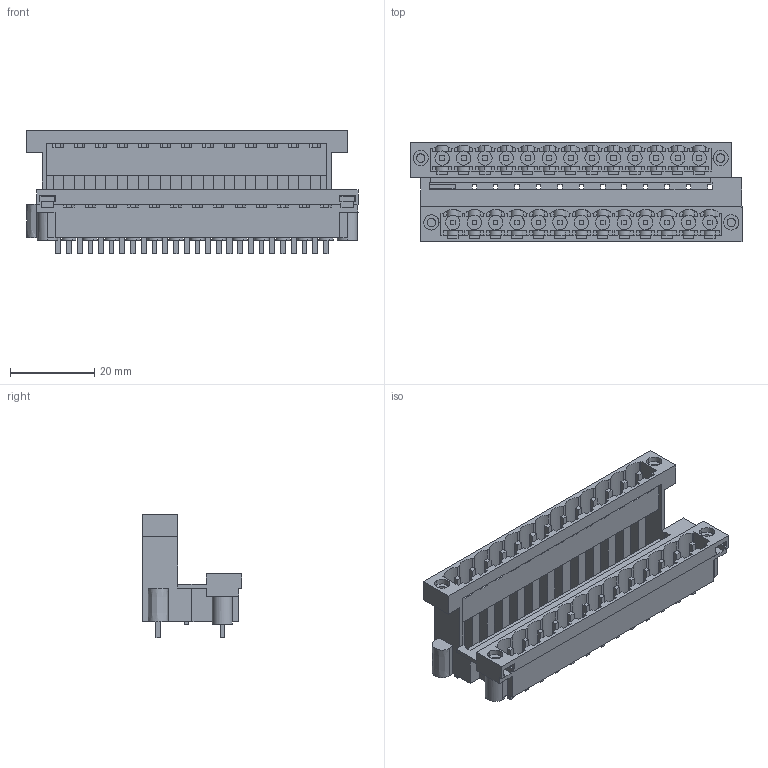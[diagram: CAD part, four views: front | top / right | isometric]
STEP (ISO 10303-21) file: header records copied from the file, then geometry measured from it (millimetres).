
FILE_DESCRIPTION(('CATIA V5 STEP Exchange','CAx-IF Rec.Pracs.--- Model Styling and Organization---1.2---2011-12-15'),'2;1');
FILE_NAME ('D1456919_0_1829120000_1829120000.stp','2018-04-19T13:06:25+00:00',('none'),('Weidmueller'),'CATIA Version 5-6 Release 2014','CATIA V5 STEP AP214','none');
FILE_SCHEMA(('AUTOMOTIVE_DESIGN { 1 0 10303 214 1 1 1 1 }'));
Length unit declared in the file: millimetre
Products named in the file (1): 1829120000
Bounding box: 78.74 x 23.67 x 29.36 mm (x, y, z)
Volume: 11736.5 mm3; surface area: 21338.3 mm2
Topology: 32 solids, 45 shells, 1244 faces, 3939 edges, 2740 vertices
Faces by surface type: plane 1010, cylinder 230, extrusion 4
Entity records: 41480 total; most frequent: CARTESIAN_POINT 8987, ORIENTED_EDGE 7878, DIRECTION 4946, EDGE_CURVE 3939, VECTOR 3135, LINE 3131, VERTEX_POINT 2740, EDGE_LOOP 1349
